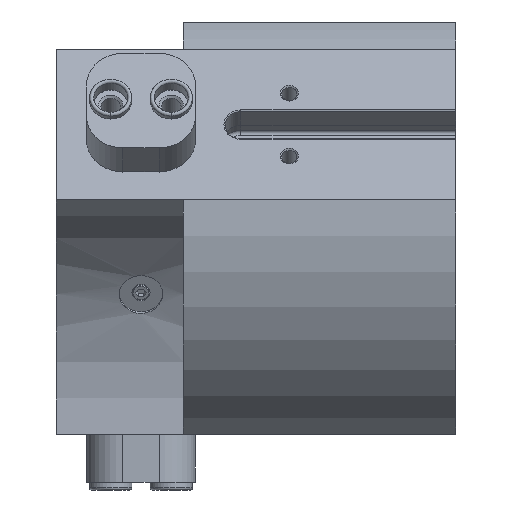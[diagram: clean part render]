
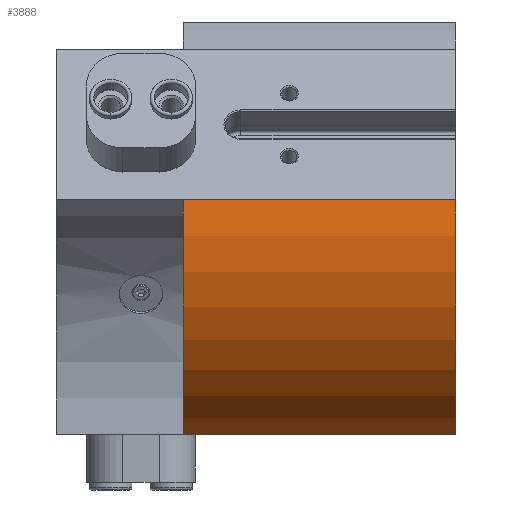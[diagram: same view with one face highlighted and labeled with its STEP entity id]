
A CAD part, left-side view. The second image highlights one B-rep face of the part: STEP entity #3888.
In plain terms, the highlighted cylindrical face has radius 37 mm (diameter 74 mm), a partial arc.
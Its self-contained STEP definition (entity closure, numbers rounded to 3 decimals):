
#98=CYLINDRICAL_SURFACE('',#4274,37.);
#311=CIRCLE('',#4250,37.);
#329=CIRCLE('',#4269,37.);
#638=ORIENTED_EDGE('',*,*,#1636,.T.);
#639=ORIENTED_EDGE('',*,*,#1672,.F.);
#640=ORIENTED_EDGE('',*,*,#1668,.F.);
#641=ORIENTED_EDGE('',*,*,#1558,.T.);
#1558=EDGE_CURVE('',#2081,#2080,#2458,.T.);
#1636=EDGE_CURVE('',#2080,#2154,#311,.T.);
#1668=EDGE_CURVE('',#2081,#2118,#329,.T.);
#1672=EDGE_CURVE('',#2118,#2154,#2504,.T.);
#2080=VERTEX_POINT('',#6026);
#2081=VERTEX_POINT('',#6028);
#2118=VERTEX_POINT('',#6144);
#2154=VERTEX_POINT('',#6239);
#2458=LINE('',#6027,#2736);
#2504=LINE('',#6310,#2782);
#2736=VECTOR('',#4730,1000.);
#2782=VECTOR('',#4916,1000.);
#3033=EDGE_LOOP('',(#638,#639,#640,#641));
#3407=FACE_BOUND('',#3033,.T.);
#3888=ADVANCED_FACE('',(#3407),#98,.T.);
#4250=AXIS2_PLACEMENT_3D('',#6240,#4852,#4853);
#4269=AXIS2_PLACEMENT_3D('',#6302,#4904,#4905);
#4274=AXIS2_PLACEMENT_3D('',#6309,#4914,#4915);
#4730=DIRECTION('',(0.,-1.,0.));
#4852=DIRECTION('',(0.,1.,0.));
#4853=DIRECTION('',(1.,0.,0.));
#4904=DIRECTION('',(0.,1.,0.));
#4905=DIRECTION('',(1.,0.,0.));
#4914=DIRECTION('',(0.,-1.,0.));
#4915=DIRECTION('',(0.,0.,-1.));
#4916=DIRECTION('',(0.,-1.,0.));
#6026=CARTESIAN_POINT('',(-14.359,0.,-34.1));
#6027=CARTESIAN_POINT('',(-14.359,45.,-34.1));
#6028=CARTESIAN_POINT('',(-14.359,45.,-34.1));
#6144=CARTESIAN_POINT('',(-36.711,45.,4.614));
#6239=CARTESIAN_POINT('',(-36.711,0.,4.614));
#6240=CARTESIAN_POINT('',(0.,0.,0.));
#6302=CARTESIAN_POINT('',(0.,45.,0.));
#6309=CARTESIAN_POINT('',(0.,45.,0.));
#6310=CARTESIAN_POINT('',(-36.711,45.,4.614));
